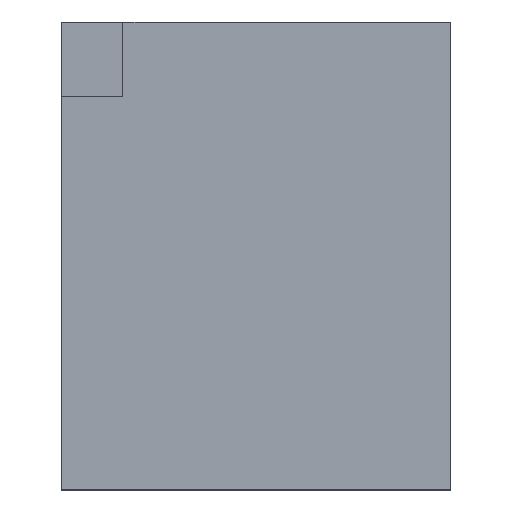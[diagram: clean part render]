
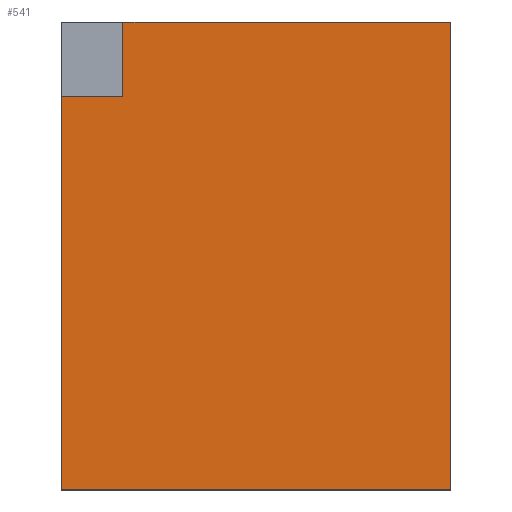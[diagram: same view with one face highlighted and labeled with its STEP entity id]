
A CAD part, top view. The second image highlights one B-rep face of the part: STEP entity #541.
In plain terms, the highlighted free-form (B-spline) face has degree [1, 1] with [2, 2] control points.
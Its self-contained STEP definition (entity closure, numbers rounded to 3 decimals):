
#191 = VERTEX_POINT('',#192);
#192 = CARTESIAN_POINT('',(2.52,-3.024,1.6));
#197 = EDGE_CURVE('',#198,#191,#200,.T.);
#198 = VERTEX_POINT('',#199);
#199 = CARTESIAN_POINT('',(-2.52,-3.024,1.6));
#200 = B_SPLINE_CURVE_WITH_KNOTS('',1,(#201,#202),.UNSPECIFIED.,.F.,.F.,
  (2,2),(0.,5.04),.PIECEWISE_BEZIER_KNOTS.);
#201 = CARTESIAN_POINT('',(-2.52,-3.024,1.6));
#202 = CARTESIAN_POINT('',(2.52,-3.024,1.6));
#241 = VERTEX_POINT('',#242);
#242 = CARTESIAN_POINT('',(2.52,3.024,1.6));
#247 = EDGE_CURVE('',#191,#241,#248,.T.);
#248 = B_SPLINE_CURVE_WITH_KNOTS('',1,(#249,#250),.UNSPECIFIED.,.F.,.F.,
  (2,2),(-5.04,-0.),.PIECEWISE_BEZIER_KNOTS.);
#249 = CARTESIAN_POINT('',(2.52,-3.024,1.6));
#250 = CARTESIAN_POINT('',(2.52,3.024,1.6));
#367 = VERTEX_POINT('',#368);
#368 = CARTESIAN_POINT('',(-1.72,3.024,1.6));
#373 = EDGE_CURVE('',#241,#367,#374,.T.);
#374 = B_SPLINE_CURVE_WITH_KNOTS('',1,(#375,#376),.UNSPECIFIED.,.F.,.F.,
  (2,2),(-5.04,-0.8),.PIECEWISE_BEZIER_KNOTS.);
#375 = CARTESIAN_POINT('',(2.52,3.024,1.6));
#376 = CARTESIAN_POINT('',(-1.72,3.024,1.6));
#421 = EDGE_CURVE('',#422,#198,#424,.T.);
#422 = VERTEX_POINT('',#423);
#423 = CARTESIAN_POINT('',(-2.52,2.064,1.6));
#424 = B_SPLINE_CURVE_WITH_KNOTS('',1,(#425,#426),.UNSPECIFIED.,.F.,.F.,
  (2,2),(0.8,5.04),.PIECEWISE_BEZIER_KNOTS.);
#425 = CARTESIAN_POINT('',(-2.52,2.064,1.6));
#426 = CARTESIAN_POINT('',(-2.52,-3.024,1.6));
#541 = ADVANCED_FACE('',(#542),#560,.F.);
#542 = FACE_BOUND('',#543,.T.);
#543 = EDGE_LOOP('',(#544,#545,#552,#557,#558,#559));
#544 = ORIENTED_EDGE('',*,*,#373,.T.);
#545 = ORIENTED_EDGE('',*,*,#546,.F.);
#546 = EDGE_CURVE('',#547,#367,#549,.T.);
#547 = VERTEX_POINT('',#548);
#548 = CARTESIAN_POINT('',(-1.72,2.064,1.6));
#549 = B_SPLINE_CURVE_WITH_KNOTS('',1,(#550,#551),.UNSPECIFIED.,.F.,.F.,
  (2,2),(-0.8,-0.),.PIECEWISE_BEZIER_KNOTS.);
#550 = CARTESIAN_POINT('',(-1.72,2.064,1.6));
#551 = CARTESIAN_POINT('',(-1.72,3.024,1.6));
#552 = ORIENTED_EDGE('',*,*,#553,.F.);
#553 = EDGE_CURVE('',#422,#547,#554,.T.);
#554 = B_SPLINE_CURVE_WITH_KNOTS('',1,(#555,#556),.UNSPECIFIED.,.F.,.F.,
  (2,2),(0.,0.8),.PIECEWISE_BEZIER_KNOTS.);
#555 = CARTESIAN_POINT('',(-2.52,2.064,1.6));
#556 = CARTESIAN_POINT('',(-1.72,2.064,1.6));
#557 = ORIENTED_EDGE('',*,*,#421,.T.);
#558 = ORIENTED_EDGE('',*,*,#197,.T.);
#559 = ORIENTED_EDGE('',*,*,#247,.T.);
#560 = B_SPLINE_SURFACE_WITH_KNOTS('',1,1,(
    (#561,#562)
    ,(#563,#564
    )),.UNSPECIFIED.,.F.,.F.,.F.,(2,2),(2,2),(-2.52,2.52),(-2.52,2.52),
  .PIECEWISE_BEZIER_KNOTS.);
#561 = CARTESIAN_POINT('',(-2.52,3.024,1.6));
#562 = CARTESIAN_POINT('',(-2.52,-3.024,1.6));
#563 = CARTESIAN_POINT('',(2.52,3.024,1.6));
#564 = CARTESIAN_POINT('',(2.52,-3.024,1.6));
